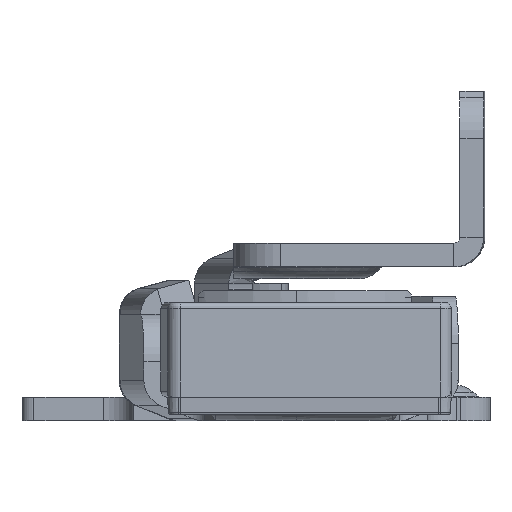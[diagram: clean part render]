
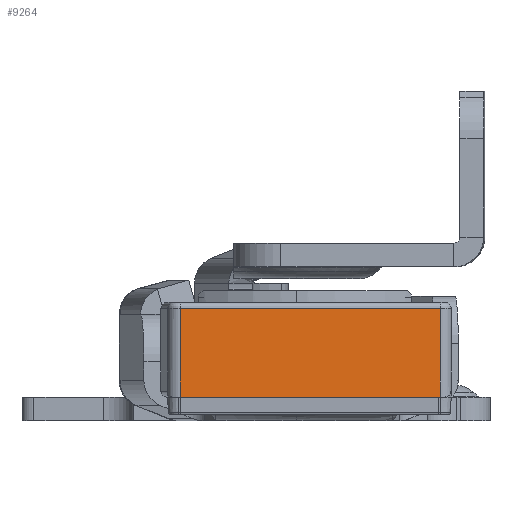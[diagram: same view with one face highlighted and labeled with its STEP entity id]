
A CAD part, left-side view. The second image highlights one B-rep face of the part: STEP entity #9264.
In plain terms, the highlighted face is planar.
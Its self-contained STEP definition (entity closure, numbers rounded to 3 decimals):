
#623 = VECTOR ( 'NONE', #2867, 1000. ) ;
#868 = EDGE_CURVE ( 'NONE', #11228, #1988, #10891, .T. ) ;
#1613 = VECTOR ( 'NONE', #6493, 1000. ) ;
#1617 = VERTEX_POINT ( 'NONE', #3201 ) ;
#1988 = VERTEX_POINT ( 'NONE', #7604 ) ;
#2635 = LINE ( 'NONE', #7294, #14351 ) ;
#2867 = DIRECTION ( 'NONE',  ( 0., 0., -1. ) ) ;
#3201 = CARTESIAN_POINT ( 'NONE',  ( 10., 11., 0.5 ) ) ;
#3567 = EDGE_LOOP ( 'NONE', ( #9478, #12497, #4316, #7435 ) ) ;
#3702 = DIRECTION ( 'NONE',  ( 0., -1., 0. ) ) ;
#4232 = CARTESIAN_POINT ( 'NONE',  ( 10., 11., 8. ) ) ;
#4316 = ORIENTED_EDGE ( 'NONE', *, *, #9964, .F. ) ;
#5544 = DIRECTION ( 'NONE',  ( 0., 0., -1. ) ) ;
#5584 = LINE ( 'NONE', #8865, #1613 ) ;
#5658 = CARTESIAN_POINT ( 'NONE',  ( 10., 11., 8. ) ) ;
#6374 = CARTESIAN_POINT ( 'NONE',  ( 10., -11., 8. ) ) ;
#6493 = DIRECTION ( 'NONE',  ( 0., 1., 0. ) ) ;
#7294 = CARTESIAN_POINT ( 'NONE',  ( 10., 11., 8. ) ) ;
#7435 = ORIENTED_EDGE ( 'NONE', *, *, #8627, .T. ) ;
#7604 = CARTESIAN_POINT ( 'NONE',  ( 10., -11., 0.5 ) ) ;
#7870 = DIRECTION ( 'NONE',  ( 1., 0., 0. ) ) ;
#8058 = EDGE_CURVE ( 'NONE', #1988, #1617, #5584, .T. ) ;
#8627 = EDGE_CURVE ( 'NONE', #9798, #11228, #2635, .T. ) ;
#8865 = CARTESIAN_POINT ( 'NONE',  ( 10., 11., 0.5 ) ) ;
#9027 = FACE_OUTER_BOUND ( 'NONE', #3567, .T. ) ;
#9264 = ADVANCED_FACE ( 'NONE', ( #9027 ), #13707, .T. ) ;
#9478 = ORIENTED_EDGE ( 'NONE', *, *, #868, .T. ) ;
#9798 = VERTEX_POINT ( 'NONE', #15146 ) ;
#9964 = EDGE_CURVE ( 'NONE', #9798, #1617, #11363, .T. ) ;
#9968 = AXIS2_PLACEMENT_3D ( 'NONE', #5658, #7870, #12554 ) ;
#10891 = LINE ( 'NONE', #6374, #623 ) ;
#11228 = VERTEX_POINT ( 'NONE', #14642 ) ;
#11363 = LINE ( 'NONE', #4232, #13445 ) ;
#12497 = ORIENTED_EDGE ( 'NONE', *, *, #8058, .T. ) ;
#12554 = DIRECTION ( 'NONE',  ( 0., 0., -1. ) ) ;
#13445 = VECTOR ( 'NONE', #5544, 1000. ) ;
#13707 = PLANE ( 'NONE',  #9968 ) ;
#14351 = VECTOR ( 'NONE', #3702, 1000. ) ;
#14642 = CARTESIAN_POINT ( 'NONE',  ( 10., -11., 8. ) ) ;
#15146 = CARTESIAN_POINT ( 'NONE',  ( 10., 11., 8. ) ) ;
